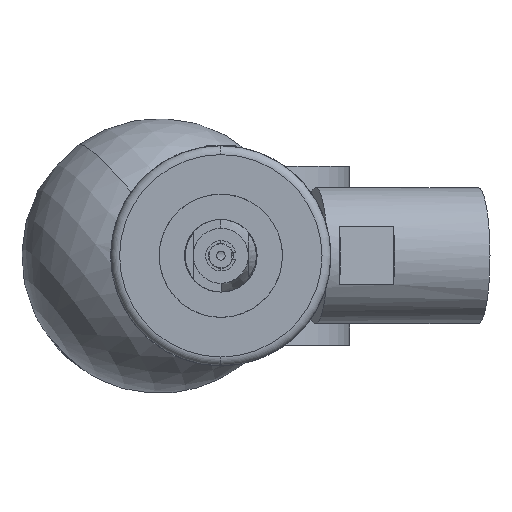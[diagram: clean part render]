
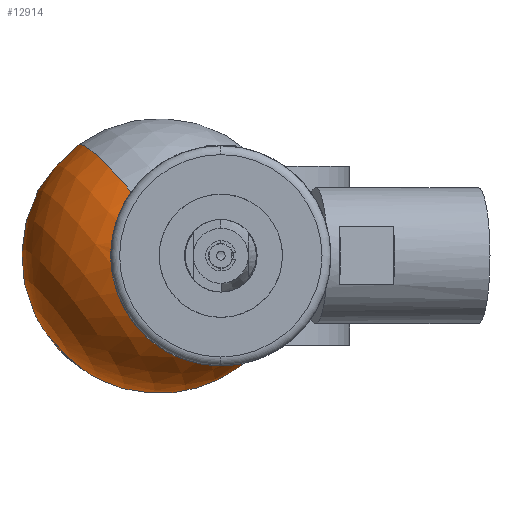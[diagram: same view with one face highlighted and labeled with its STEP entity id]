
A CAD part, left-side view. The second image highlights one B-rep face of the part: STEP entity #12914.
In plain terms, the highlighted spherical face has radius 15.875 mm.
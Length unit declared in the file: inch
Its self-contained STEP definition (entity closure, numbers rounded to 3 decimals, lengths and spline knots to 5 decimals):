
#671 = EDGE_CURVE ( 'NONE', #8680, #4253, #14352, .T. ) ;
#741 = DIRECTION ( 'NONE',  ( 0.127, -0.801, 0.585 ) ) ;
#1367 = CARTESIAN_POINT ( 'NONE',  ( 7.15539, 0.28004, 0. ) ) ;
#2797 = DIRECTION ( 'NONE',  ( 0.127, -0.801, 0.585 ) ) ;
#2874 = DIRECTION ( 'NONE',  ( 0.988, 0.156, 0. ) ) ;
#2944 = CARTESIAN_POINT ( 'NONE',  ( 6.55791, 0.39068, -0.14627 ) ) ;
#3115 = ORIENTED_EDGE ( 'NONE', *, *, #671, .T. ) ;
#3741 = EDGE_CURVE ( 'NONE', #8680, #3969, #9943, .T. ) ;
#3969 = VERTEX_POINT ( 'NONE', #13430 ) ;
#3977 = CARTESIAN_POINT ( 'NONE',  ( 6.58962, 0.19044, 0. ) ) ;
#4253 = VERTEX_POINT ( 'NONE', #8546 ) ;
#4437 = DIRECTION ( 'NONE',  ( 0.988, 0.156, 0. ) ) ;
#4742 = CARTESIAN_POINT ( 'NONE',  ( 7.15539, 0.28004, 0. ) ) ;
#4847 = AXIS2_PLACEMENT_3D ( 'NONE', #4742, #7455, #7194 ) ;
#5118 = ORIENTED_EDGE ( 'NONE', *, *, #12985, .T. ) ;
#5395 = ORIENTED_EDGE ( 'NONE', *, *, #7314, .T. ) ;
#5719 = EDGE_LOOP ( 'NONE', ( #15033, #3115, #5395, #5118 ) ) ;
#6836 = CARTESIAN_POINT ( 'NONE',  ( 6.58962, 0.19044, 0. ) ) ;
#6845 = CARTESIAN_POINT ( 'NONE',  ( 7.15539, 0.28004, 0. ) ) ;
#7041 = AXIS2_PLACEMENT_3D ( 'NONE', #1367, #2797, #12195 ) ;
#7176 = CARTESIAN_POINT ( 'NONE',  ( 7.7727, 0.37782, 0. ) ) ;
#7194 = DIRECTION ( 'NONE',  ( 0., -0.59, -0.808 ) ) ;
#7314 = EDGE_CURVE ( 'NONE', #4253, #14574, #11049, .T. ) ;
#7455 = DIRECTION ( 'NONE',  ( 0.127, -0.801, 0.585 ) ) ;
#8244 = DIRECTION ( 'NONE',  ( -0.127, 0.801, -0.585 ) ) ;
#8546 = CARTESIAN_POINT ( 'NONE',  ( 6.6125, 0.04597, -0.20274 ) ) ;
#8680 = VERTEX_POINT ( 'NONE', #7176 ) ;
#8811 = SPHERICAL_SURFACE ( 'NONE', #7041, 0.625 ) ;
#9059 = AXIS2_PLACEMENT_3D ( 'NONE', #6845, #8244, #12810 ) ;
#9943 = CIRCLE ( 'NONE', #4847, 0.625 ) ;
#11049 = CIRCLE ( 'NONE', #15336, 0.25 ) ;
#11074 = CIRCLE ( 'NONE', #14877, 0.25 ) ;
#12195 = DIRECTION ( 'NONE',  ( 0.092, -0.578, -0.811 ) ) ;
#12271 = FACE_OUTER_BOUND ( 'NONE', #5719, .T. ) ;
#12810 = DIRECTION ( 'NONE',  ( 0., 0.59, 0.808 ) ) ;
#12914 = ADVANCED_FACE ( 'NONE', ( #12271 ), #8811, .T. ) ;
#12985 = EDGE_CURVE ( 'NONE', #14574, #3969, #11074, .T. ) ;
#13430 = CARTESIAN_POINT ( 'NONE',  ( 6.56674, 0.3349, 0.20274 ) ) ;
#14352 = CIRCLE ( 'NONE', #9059, 0.625 ) ;
#14574 = VERTEX_POINT ( 'NONE', #2944 ) ;
#14877 = AXIS2_PLACEMENT_3D ( 'NONE', #6836, #4437, #15035 ) ;
#15033 = ORIENTED_EDGE ( 'NONE', *, *, #3741, .F. ) ;
#15035 = DIRECTION ( 'NONE',  ( 0.127, -0.801, 0.585 ) ) ;
#15336 = AXIS2_PLACEMENT_3D ( 'NONE', #3977, #2874, #741 ) ;
